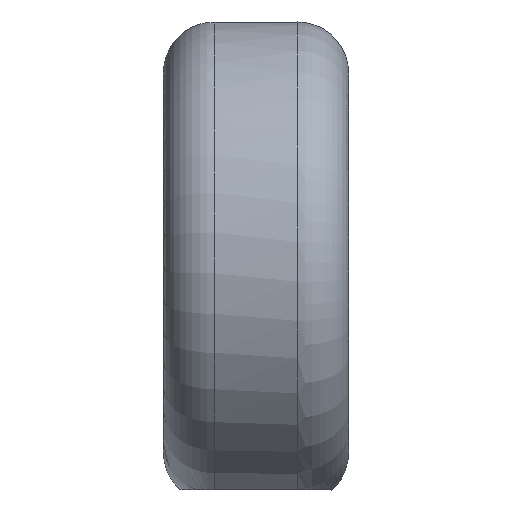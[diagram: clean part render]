
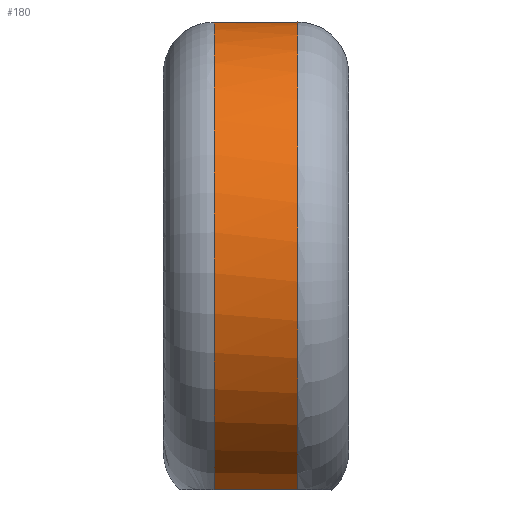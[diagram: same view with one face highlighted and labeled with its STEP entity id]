
A CAD part, left-side view. The second image highlights one B-rep face of the part: STEP entity #180.
In plain terms, the highlighted cylindrical face has radius 7.084 mm (diameter 14.169 mm), a partial arc.
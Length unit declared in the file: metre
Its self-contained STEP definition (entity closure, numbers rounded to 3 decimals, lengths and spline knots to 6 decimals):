
#22=CYLINDRICAL_SURFACE('',#242,0.007084);
#25=LINE('',#405,#29);
#26=LINE('',#408,#30);
#29=VECTOR('',#295,0.01);
#30=VECTOR('',#298,0.01);
#44=FACE_OUTER_BOUND('',#56,.T.);
#56=EDGE_LOOP('',(#151,#152,#153,#154,#155));
#76=CIRCLE('',#240,0.007084);
#77=CIRCLE('',#241,0.007084);
#78=CIRCLE('',#243,0.007084);
#90=VERTEX_POINT('',#379);
#91=VERTEX_POINT('',#381);
#92=VERTEX_POINT('',#383);
#93=VERTEX_POINT('',#404);
#94=VERTEX_POINT('',#406);
#111=EDGE_CURVE('',#90,#91,#76,.T.);
#113=EDGE_CURVE('',#92,#90,#77,.T.);
#114=EDGE_CURVE('',#92,#93,#25,.T.);
#115=EDGE_CURVE('',#94,#93,#78,.T.);
#116=EDGE_CURVE('',#94,#91,#26,.T.);
#151=ORIENTED_EDGE('',*,*,#113,.F.);
#152=ORIENTED_EDGE('',*,*,#114,.T.);
#153=ORIENTED_EDGE('',*,*,#115,.F.);
#154=ORIENTED_EDGE('',*,*,#116,.T.);
#155=ORIENTED_EDGE('',*,*,#111,.F.);
#180=ADVANCED_FACE('',(#44),#22,.T.);
#240=AXIS2_PLACEMENT_3D('',#382,#289,#290);
#241=AXIS2_PLACEMENT_3D('',#402,#291,#292);
#242=AXIS2_PLACEMENT_3D('',#403,#293,#294);
#243=AXIS2_PLACEMENT_3D('',#407,#296,#297);
#289=DIRECTION('center_axis',(0.,-1.,0.));
#290=DIRECTION('ref_axis',(0.,0.,
1.));
#291=DIRECTION('center_axis',(0.,-1.,0.));
#292=DIRECTION('ref_axis',(0.,0.,
1.));
#293=DIRECTION('center_axis',(0.,-1.,0.));
#294=DIRECTION('ref_axis',(0.,0.,1.));
#295=DIRECTION('',(0.,1.,0.));
#296=DIRECTION('center_axis',(0.,1.,0.));
#297=DIRECTION('ref_axis',(0.,0.,
1.));
#298=DIRECTION('',(0.,-1.,0.));
#379=CARTESIAN_POINT('',(-0.023379,0.015373,0.013741));
#381=CARTESIAN_POINT('',(-0.025723,0.015373,-0.000029));
#382=CARTESIAN_POINT('Origin',(-0.023379,0.015373,0.006656));
#383=CARTESIAN_POINT('',(-0.021035,0.015373,-0.000029));
#402=CARTESIAN_POINT('Origin',(-0.023379,0.015373,0.006656));
#403=CARTESIAN_POINT('Origin',(-0.023379,0.019323,0.006656));
#404=CARTESIAN_POINT('',(-0.021035,0.017823,-0.000029));
#405=CARTESIAN_POINT('',(-0.021035,0.019323,-0.000029));
#406=CARTESIAN_POINT('',(-0.025723,0.017823,-0.000029));
#407=CARTESIAN_POINT('Origin',(-0.023379,0.017823,0.006656));
#408=CARTESIAN_POINT('',(-0.025723,0.019323,-0.000029));
